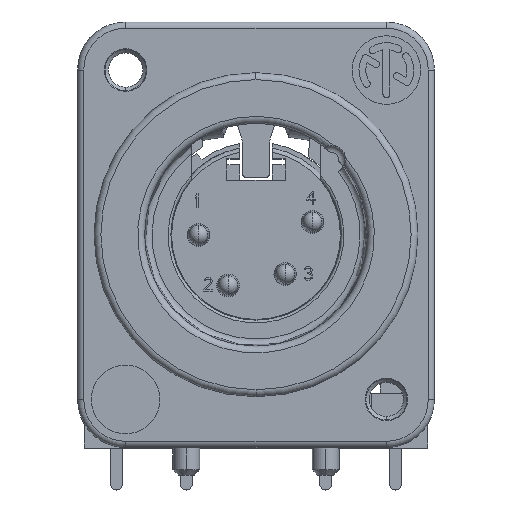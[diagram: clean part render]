
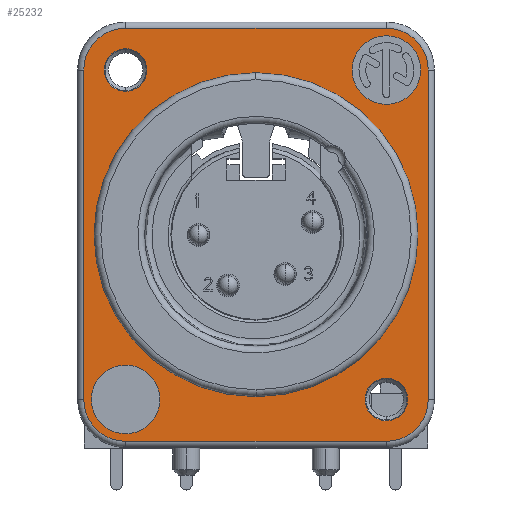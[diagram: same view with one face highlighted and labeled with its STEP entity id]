
A CAD part, top view. The second image highlights one B-rep face of the part: STEP entity #25232.
In plain terms, the highlighted planar face has unit normal (0, 0, 1).
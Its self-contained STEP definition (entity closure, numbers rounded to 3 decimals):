
#5644=CARTESIAN_POINT('',(0.,0.,2.));
#5645=DIRECTION('',(0.,0.,-1.));
#5646=DIRECTION('',(0.,-1.,0.));
#5647=AXIS2_PLACEMENT_3D('',#5644,#5645,#5646);
#5649=CARTESIAN_POINT('',(0.,0.,2.));
#5650=DIRECTION('',(0.,0.,1.));
#5651=DIRECTION('',(0.,-1.,0.));
#5652=AXIS2_PLACEMENT_3D('',#5649,#5650,#5651);
#5654=CARTESIAN_POINT('',(-9.5,-12.,2.));
#5655=DIRECTION('',(0.,0.,1.));
#5656=DIRECTION('',(1.,0.,0.));
#5657=AXIS2_PLACEMENT_3D('',#5654,#5655,#5656);
#5659=CARTESIAN_POINT('',(-9.5,-12.,2.));
#5660=DIRECTION('',(0.,0.,1.));
#5661=DIRECTION('',(-1.,0.,0.));
#5662=AXIS2_PLACEMENT_3D('',#5659,#5660,#5661);
#5664=CARTESIAN_POINT('',(9.5,12.,2.));
#5665=DIRECTION('',(0.,0.,1.));
#5666=DIRECTION('',(1.,0.,0.));
#5667=AXIS2_PLACEMENT_3D('',#5664,#5665,#5666);
#5669=CARTESIAN_POINT('',(9.5,12.,2.));
#5670=DIRECTION('',(0.,0.,1.));
#5671=DIRECTION('',(-1.,0.,0.));
#5672=AXIS2_PLACEMENT_3D('',#5669,#5670,#5671);
#5674=CARTESIAN_POINT('',(-9.5,12.,2.));
#5675=DIRECTION('',(0.,0.,-1.));
#5676=DIRECTION('',(0.,1.,0.));
#5677=AXIS2_PLACEMENT_3D('',#5674,#5675,#5676);
#5679=CARTESIAN_POINT('',(-9.5,12.,2.));
#5680=DIRECTION('',(0.,0.,-1.));
#5681=DIRECTION('',(0.,-1.,0.));
#5682=AXIS2_PLACEMENT_3D('',#5679,#5680,#5681);
#5684=CARTESIAN_POINT('',(9.5,-12.,2.));
#5685=DIRECTION('',(0.,0.,-1.));
#5686=DIRECTION('',(0.,-1.,0.));
#5687=AXIS2_PLACEMENT_3D('',#5684,#5685,#5686);
#5689=CARTESIAN_POINT('',(9.5,-12.,2.));
#5690=DIRECTION('',(0.,0.,-1.));
#5691=DIRECTION('',(0.,1.,0.));
#5692=AXIS2_PLACEMENT_3D('',#5689,#5690,#5691);
#5694=CARTESIAN_POINT('',(9.5,12.,2.));
#5695=DIRECTION('',(0.,0.,1.));
#5696=DIRECTION('',(1.,0.,0.));
#5697=AXIS2_PLACEMENT_3D('',#5694,#5695,#5696);
#5699=DIRECTION('',(0.,1.,0.));
#5700=VECTOR('',#5699,24.);
#5701=CARTESIAN_POINT('',(12.55,-12.,2.));
#5702=LINE('',#5701,#5700);
#5703=CARTESIAN_POINT('',(9.5,-12.,2.));
#5704=DIRECTION('',(0.,0.,1.));
#5705=DIRECTION('',(0.,-1.,0.));
#5706=AXIS2_PLACEMENT_3D('',#5703,#5704,#5705);
#5708=DIRECTION('',(1.,0.,0.));
#5709=VECTOR('',#5708,19.);
#5710=CARTESIAN_POINT('',(-9.5,-15.05,2.));
#5711=LINE('',#5710,#5709);
#5712=CARTESIAN_POINT('',(-9.5,-12.,2.));
#5713=DIRECTION('',(0.,0.,1.));
#5714=DIRECTION('',(-1.,0.,0.));
#5715=AXIS2_PLACEMENT_3D('',#5712,#5713,#5714);
#5717=DIRECTION('',(0.,-1.,0.));
#5718=VECTOR('',#5717,24.);
#5719=CARTESIAN_POINT('',(-12.55,12.,2.));
#5720=LINE('',#5719,#5718);
#5721=CARTESIAN_POINT('',(-9.5,12.,2.));
#5722=DIRECTION('',(0.,0.,1.));
#5723=DIRECTION('',(0.,1.,0.));
#5724=AXIS2_PLACEMENT_3D('',#5721,#5722,#5723);
#5726=DIRECTION('',(-1.,0.,0.));
#5727=VECTOR('',#5726,19.);
#5728=CARTESIAN_POINT('',(9.5,15.05,2.));
#5729=LINE('',#5728,#5727);
#15190=CARTESIAN_POINT('',(0.,-11.8,2.));
#15191=CARTESIAN_POINT('',(0.,11.8,2.));
#15192=VERTEX_POINT('',#15190);
#15193=VERTEX_POINT('',#15191);
#15226=CARTESIAN_POINT('',(-7.,-12.,2.));
#15227=CARTESIAN_POINT('',(-12.,-12.,2.));
#15228=VERTEX_POINT('',#15226);
#15229=VERTEX_POINT('',#15227);
#15230=CARTESIAN_POINT('',(12.,12.,2.));
#15231=CARTESIAN_POINT('',(7.,12.,2.));
#15232=VERTEX_POINT('',#15230);
#15233=VERTEX_POINT('',#15231);
#15827=CARTESIAN_POINT('',(-9.5,13.55,2.));
#15828=CARTESIAN_POINT('',(-9.5,10.45,2.));
#15829=VERTEX_POINT('',#15827);
#15830=VERTEX_POINT('',#15828);
#15835=CARTESIAN_POINT('',(9.5,-13.55,2.));
#15836=CARTESIAN_POINT('',(9.5,-10.45,2.));
#15837=VERTEX_POINT('',#15835);
#15838=VERTEX_POINT('',#15836);
#15852=CARTESIAN_POINT('',(12.55,12.,2.));
#15853=CARTESIAN_POINT('',(9.5,15.05,2.));
#15854=VERTEX_POINT('',#15852);
#15855=VERTEX_POINT('',#15853);
#15860=CARTESIAN_POINT('',(-9.5,15.05,2.));
#15861=VERTEX_POINT('',#15860);
#15864=CARTESIAN_POINT('',(-12.55,12.,2.));
#15865=VERTEX_POINT('',#15864);
#15868=CARTESIAN_POINT('',(-12.55,-12.,2.));
#15869=VERTEX_POINT('',#15868);
#15872=CARTESIAN_POINT('',(-9.5,-15.05,2.));
#15873=VERTEX_POINT('',#15872);
#15876=CARTESIAN_POINT('',(9.5,-15.05,2.));
#15877=VERTEX_POINT('',#15876);
#15880=CARTESIAN_POINT('',(12.55,-12.,2.));
#15881=VERTEX_POINT('',#15880);
#25180=CARTESIAN_POINT('',(0.,0.,2.));
#25181=DIRECTION('',(0.,0.,1.));
#25182=DIRECTION('',(0.,1.,0.));
#25183=AXIS2_PLACEMENT_3D('',#25180,#25181,#25182);
#25184=PLANE('',#25183);
#25186=ORIENTED_EDGE('',*,*,#25185,.F.);
#25188=ORIENTED_EDGE('',*,*,#25187,.F.);
#25190=ORIENTED_EDGE('',*,*,#25189,.F.);
#25192=ORIENTED_EDGE('',*,*,#25191,.F.);
#25194=ORIENTED_EDGE('',*,*,#25193,.F.);
#25196=ORIENTED_EDGE('',*,*,#25195,.F.);
#25198=ORIENTED_EDGE('',*,*,#25197,.F.);
#25200=ORIENTED_EDGE('',*,*,#25199,.F.);
#25201=EDGE_LOOP('',(#25186,#25188,#25190,#25192,#25194,#25196,#25198,#25200));
#25202=FACE_OUTER_BOUND('',#25201,.F.);
#25204=ORIENTED_EDGE('',*,*,#25203,.T.);
#25206=ORIENTED_EDGE('',*,*,#25205,.T.);
#25207=EDGE_LOOP('',(#25204,#25206));
#25208=FACE_BOUND('',#25207,.F.);
#25210=ORIENTED_EDGE('',*,*,#25209,.T.);
#25212=ORIENTED_EDGE('',*,*,#25211,.T.);
#25213=EDGE_LOOP('',(#25210,#25212));
#25214=FACE_BOUND('',#25213,.F.);
#25215=ORIENTED_EDGE('',*,*,#25170,.F.);
#25217=ORIENTED_EDGE('',*,*,#25216,.F.);
#25218=EDGE_LOOP('',(#25215,#25217));
#25219=FACE_BOUND('',#25218,.F.);
#25221=ORIENTED_EDGE('',*,*,#25220,.F.);
#25223=ORIENTED_EDGE('',*,*,#25222,.F.);
#25224=EDGE_LOOP('',(#25221,#25223));
#25225=FACE_BOUND('',#25224,.F.);
#25227=ORIENTED_EDGE('',*,*,#25226,.F.);
#25229=ORIENTED_EDGE('',*,*,#25228,.T.);
#25230=EDGE_LOOP('',(#25227,#25229));
#25231=FACE_BOUND('',#25230,.F.);
#25232=ADVANCED_FACE('',(#25202,#25208,#25214,#25219,#25225,#25231),#25184,.T.);
#5648=CIRCLE('',#5647,11.8);
#5653=CIRCLE('',#5652,11.8);
#5658=CIRCLE('',#5657,2.5);
#5663=CIRCLE('',#5662,2.5);
#5668=CIRCLE('',#5667,2.5);
#5673=CIRCLE('',#5672,2.5);
#5678=CIRCLE('',#5677,1.55);
#5683=CIRCLE('',#5682,1.55);
#5688=CIRCLE('',#5687,1.55);
#5693=CIRCLE('',#5692,1.55);
#5698=CIRCLE('',#5697,3.05);
#5707=CIRCLE('',#5706,3.05);
#5716=CIRCLE('',#5715,3.05);
#5725=CIRCLE('',#5724,3.05);
#25170=EDGE_CURVE('',#15829,#15830,#5678,.T.);
#25185=EDGE_CURVE('',#15854,#15855,#5698,.T.);
#25187=EDGE_CURVE('',#15881,#15854,#5702,.T.);
#25189=EDGE_CURVE('',#15877,#15881,#5707,.T.);
#25191=EDGE_CURVE('',#15873,#15877,#5711,.T.);
#25193=EDGE_CURVE('',#15869,#15873,#5716,.T.);
#25195=EDGE_CURVE('',#15865,#15869,#5720,.T.);
#25197=EDGE_CURVE('',#15861,#15865,#5725,.T.);
#25199=EDGE_CURVE('',#15855,#15861,#5729,.T.);
#25203=EDGE_CURVE('',#15228,#15229,#5658,.T.);
#25205=EDGE_CURVE('',#15229,#15228,#5663,.T.);
#25209=EDGE_CURVE('',#15232,#15233,#5668,.T.);
#25211=EDGE_CURVE('',#15233,#15232,#5673,.T.);
#25216=EDGE_CURVE('',#15830,#15829,#5683,.T.);
#25220=EDGE_CURVE('',#15837,#15838,#5688,.T.);
#25222=EDGE_CURVE('',#15838,#15837,#5693,.T.);
#25226=EDGE_CURVE('',#15192,#15193,#5648,.T.);
#25228=EDGE_CURVE('',#15192,#15193,#5653,.T.);
